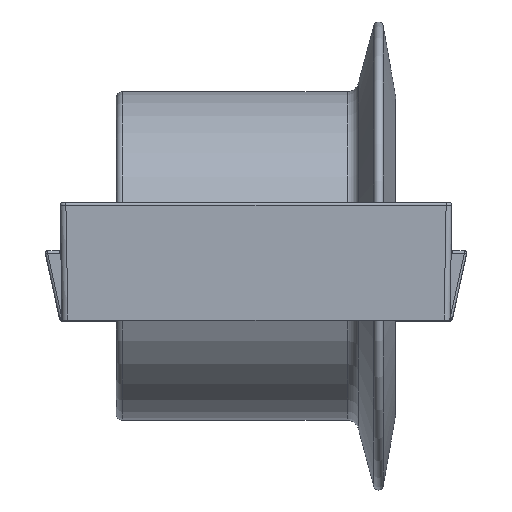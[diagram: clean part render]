
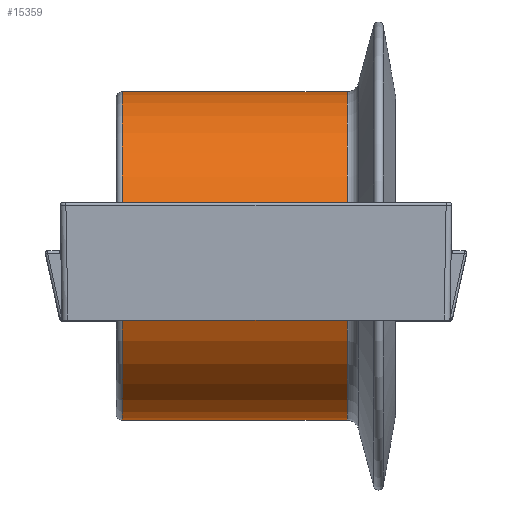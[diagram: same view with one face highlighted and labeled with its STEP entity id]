
A CAD part, top view. The second image highlights one B-rep face of the part: STEP entity #15359.
In plain terms, the highlighted cylindrical face has radius 14 mm (diameter 28 mm), a full revolution.
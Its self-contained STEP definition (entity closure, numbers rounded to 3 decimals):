
#512=CYLINDRICAL_SURFACE('',#16665,14.);
#908=FACE_BOUND('',#2390,.T.);
#1410=FACE_OUTER_BOUND('',#2389,.T.);
#2389=EDGE_LOOP('',(#12394));
#2390=EDGE_LOOP('',(#12395));
#3191=CIRCLE('',#16666,14.);
#3192=CIRCLE('',#16667,14.);
#7062=VERTEX_POINT('',#25970);
#7063=VERTEX_POINT('',#25972);
#8903=EDGE_CURVE('',#7062,#7062,#3191,.T.);
#8904=EDGE_CURVE('',#7063,#7063,#3192,.T.);
#12394=ORIENTED_EDGE('',*,*,#8903,.T.);
#12395=ORIENTED_EDGE('',*,*,#8904,.T.);
#15359=ADVANCED_FACE('',(#1410,#908),#512,.T.);
#16665=AXIS2_PLACEMENT_3D('',#25969,#20012,#20013);
#16666=AXIS2_PLACEMENT_3D('',#25971,#20014,#20015);
#16667=AXIS2_PLACEMENT_3D('',#25973,#20016,#20017);
#20012=DIRECTION('center_axis',(0.,0.,-1.));
#20013=DIRECTION('ref_axis',(-1.,0.,0.));
#20014=DIRECTION('center_axis',(0.,0.,1.));
#20015=DIRECTION('ref_axis',(-1.,0.,0.));
#20016=DIRECTION('center_axis',(0.,0.,-1.));
#20017=DIRECTION('ref_axis',(1.,0.,0.));
#25969=CARTESIAN_POINT('Origin',(0.,0.,11.9));
#25970=CARTESIAN_POINT('',(-14.,0.,-7.769));
#25971=CARTESIAN_POINT('Origin',(0.,0.,-7.769));
#25972=CARTESIAN_POINT('',(14.,0.,11.4));
#25973=CARTESIAN_POINT('Origin',(0.,0.,11.4));
